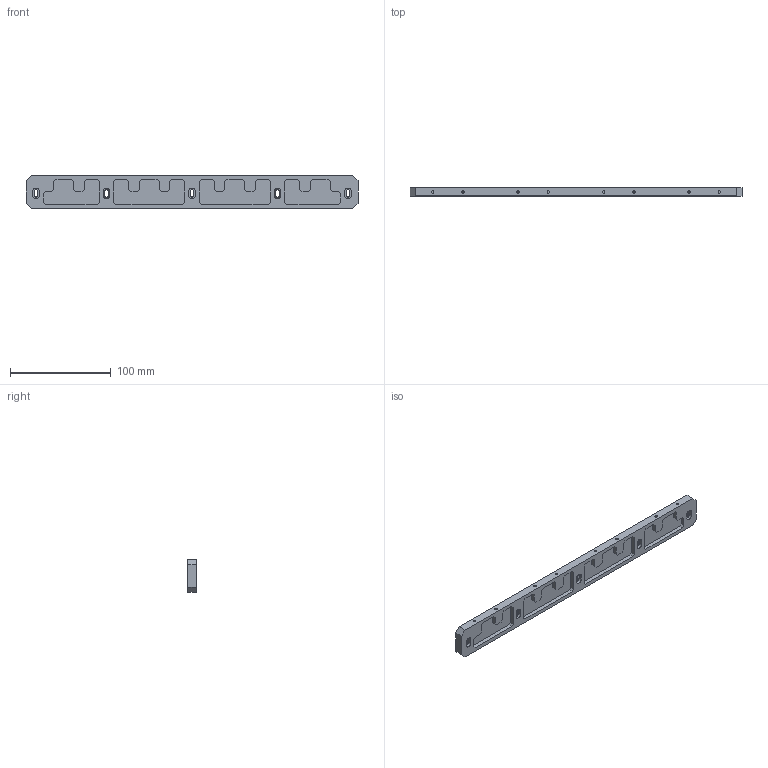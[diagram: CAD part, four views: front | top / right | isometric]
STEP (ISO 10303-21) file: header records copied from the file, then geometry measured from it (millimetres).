
FILE_DESCRIPTION(/* description */ (''),/* implementation_level */ '2;1');
FILE_NAME(/* name */ 'Al Mount.step',/* time_stamp */ '2024-01-03T18:46:05-07:00',/* author */ (''),/* organization */ (''),/* preprocessor_version */ 'ST-DEVELOPER v20',/* originating_system */ 'Autodesk Translation Framework v12.14.0.127',/* authorisation */ '');
FILE_SCHEMA (('AUTOMOTIVE_DESIGN { 1 0 10303 214 3 1 1 }'));
Length unit declared in the file: millimetre
Products named in the file (1): Al Mount
Bounding box: 330 x 8 x 32.75 mm (x, y, z)
Volume: 63322.9 mm3; surface area: 31818.8 mm2
Topology: 1 solids, 1 shells, 163 faces, 432 edges, 288 vertices
Faces by surface type: plane 135, cylinder 28
Full cylindrical faces by diameter (mm): 2.489 x8
Entity records: 5062 total; most frequent: CARTESIAN_POINT 884, ORIENTED_EDGE 864, DIRECTION 816, EDGE_CURVE 432, LINE 376, VECTOR 376, VERTEX_POINT 288, AXIS2_PLACEMENT_3D 220
